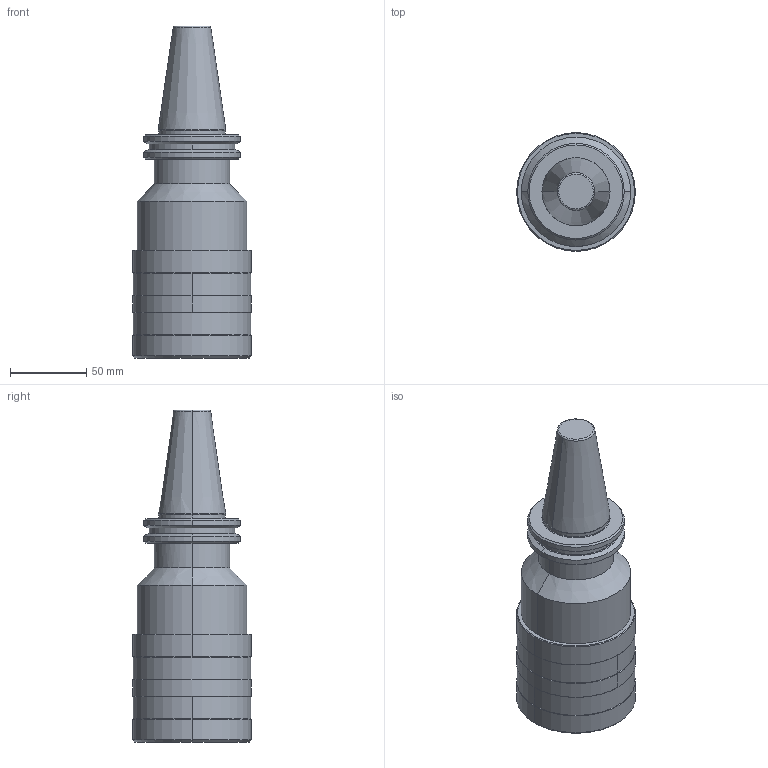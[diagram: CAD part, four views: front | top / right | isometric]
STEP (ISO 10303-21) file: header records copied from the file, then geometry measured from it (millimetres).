
FILE_DESCRIPTION (( 'STEP AP203' ), '1' );
FILE_NAME ('SK40 KWFLK3 150.0.STEP', '2019-05-06T06:22:42', ( '' ), ( '' ), 'SwSTEP 2.0', 'SolidWorks 2014', '' );
FILE_SCHEMA (( 'CONFIG_CONTROL_DESIGN' ));
Length unit declared in the file: millimetre
Products named in the file (1): SK40 KWFLK3 150.0
Bounding box: 78 x 78 x 218.4 mm (x, y, z)
Volume: 650142 mm3; surface area: 50517.2 mm2
Topology: 1 solids, 1 shells, 64 faces, 135 edges, 78 vertices
Faces by surface type: cone 26, cylinder 22, bspline 7, plane 7, torus 2
Entity records: 2289 total; most frequent: CARTESIAN_POINT 851, DIRECTION 308, ORIENTED_EDGE 270, EDGE_CURVE 135, AXIS2_PLACEMENT_3D 130, VERTEX_POINT 78, CIRCLE 72, EDGE_LOOP 69
